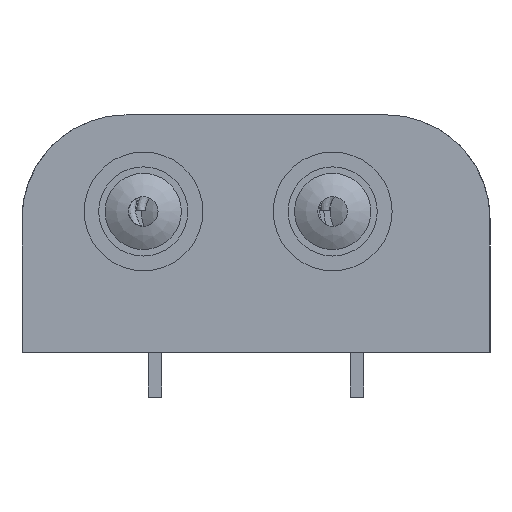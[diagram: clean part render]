
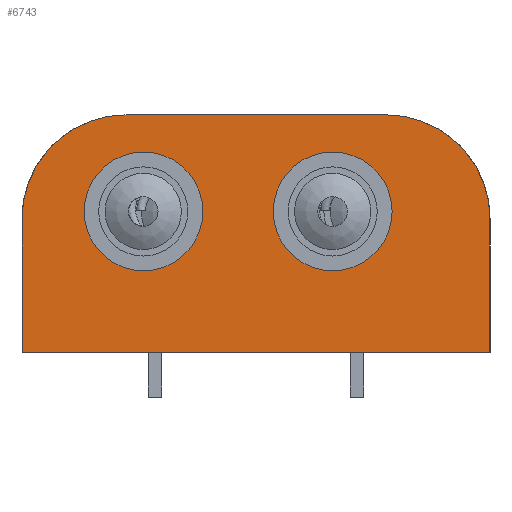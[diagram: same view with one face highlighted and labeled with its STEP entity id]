
A CAD part, front view. The second image highlights one B-rep face of the part: STEP entity #6743.
In plain terms, the highlighted planar face has unit normal (0, -1, 0).
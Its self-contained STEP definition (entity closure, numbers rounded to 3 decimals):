
#406=LINE('',#9660,#1000);
#445=LINE('',#10364,#1039);
#930=LINE('',#21985,#1524);
#931=LINE('',#21986,#1525);
#1000=VECTOR('',#7510,1.);
#1039=VECTOR('',#7683,1.);
#1524=VECTOR('',#8838,1.);
#1525=VECTOR('',#8839,1.);
#1742=PLANE('',#7251);
#1876=FACE_BOUND('',#2702,.T.);
#1877=FACE_BOUND('',#2703,.T.);
#2260=FACE_OUTER_BOUND('',#2701,.T.);
#2701=EDGE_LOOP('',(#6264,#6265,#6266,#6267,#6268,#6269));
#2702=EDGE_LOOP('',(#6270));
#2703=EDGE_LOOP('',(#6271));
#2736=CIRCLE('',#6806,7.);
#2772=CIRCLE('',#6899,7.);
#2849=CIRCLE('',#7242,4.);
#2851=CIRCLE('',#7252,4.);
#2901=VERTEX_POINT('',#9189);
#2902=VERTEX_POINT('',#9191);
#2937=VERTEX_POINT('',#9658);
#2979=VERTEX_POINT('',#10145);
#2980=VERTEX_POINT('',#10147);
#2991=VERTEX_POINT('',#10363);
#3470=VERTEX_POINT('',#21970);
#3472=VERTEX_POINT('',#21987);
#3538=EDGE_CURVE('',#2902,#2901,#2736,.T.);
#3595=EDGE_CURVE('',#2901,#2937,#406,.T.);
#3659=EDGE_CURVE('',#2979,#2980,#2772,.T.);
#3678=EDGE_CURVE('',#2980,#2991,#445,.T.);
#4409=EDGE_CURVE('',#3470,#3470,#2849,.T.);
#4414=EDGE_CURVE('',#2979,#2902,#930,.T.);
#4415=EDGE_CURVE('',#2991,#2937,#931,.T.);
#4416=EDGE_CURVE('',#3472,#3472,#2851,.T.);
#6264=ORIENTED_EDGE('',*,*,#4414,.T.);
#6265=ORIENTED_EDGE('',*,*,#3538,.T.);
#6266=ORIENTED_EDGE('',*,*,#3595,.T.);
#6267=ORIENTED_EDGE('',*,*,#4415,.F.);
#6268=ORIENTED_EDGE('',*,*,#3678,.F.);
#6269=ORIENTED_EDGE('',*,*,#3659,.F.);
#6270=ORIENTED_EDGE('',*,*,#4409,.F.);
#6271=ORIENTED_EDGE('',*,*,#4416,.F.);
#6743=ADVANCED_FACE('',(#2260,#1876,#1877),#1742,.F.);
#6806=AXIS2_PLACEMENT_3D('',#9192,#7393,#7394);
#6899=AXIS2_PLACEMENT_3D('',#10148,#7640,#7641);
#7242=AXIS2_PLACEMENT_3D('',#21971,#8815,#8816);
#7251=AXIS2_PLACEMENT_3D('',#21984,#8836,#8837);
#7252=AXIS2_PLACEMENT_3D('',#21988,#8840,#8841);
#7393=DIRECTION('center_axis',(0.,-1.,0.));
#7394=DIRECTION('ref_axis',(0.707,0.,-0.707));
#7510=DIRECTION('',(0.,0.,-1.));
#7640=DIRECTION('center_axis',(0.,1.,0.));
#7641=DIRECTION('ref_axis',(-0.707,0.,-0.707));
#7683=DIRECTION('',(0.,0.,-1.));
#8815=DIRECTION('center_axis',(0.,-1.,0.));
#8816=DIRECTION('ref_axis',(1.,0.,0.));
#8836=DIRECTION('center_axis',(0.,1.,0.));
#8837=DIRECTION('ref_axis',(0.,0.,1.));
#8838=DIRECTION('',(-1.,0.,0.));
#8839=DIRECTION('',(-1.,0.,0.));
#8840=DIRECTION('center_axis',(0.,-1.,0.));
#8841=DIRECTION('ref_axis',(1.,0.,0.));
#9189=CARTESIAN_POINT('',(-32.5,8.44,1.45));
#9191=CARTESIAN_POINT('',(-25.5,8.44,8.45));
#9192=CARTESIAN_POINT('Origin',(-25.5,8.44,1.45));
#9658=CARTESIAN_POINT('',(-32.5,8.44,-7.55));
#9660=CARTESIAN_POINT('',(-32.5,8.44,-6.55));
#10145=CARTESIAN_POINT('',(-8.,8.44,8.45));
#10147=CARTESIAN_POINT('',(-1.,8.44,1.45));
#10148=CARTESIAN_POINT('Origin',(-8.,8.44,1.45));
#10363=CARTESIAN_POINT('',(-1.,8.44,-7.55));
#10364=CARTESIAN_POINT('',(-1.,8.44,-6.55));
#21970=CARTESIAN_POINT('',(-7.59,8.44,1.95));
#21971=CARTESIAN_POINT('Origin',(-11.59,8.44,1.95));
#21984=CARTESIAN_POINT('Origin',(-31.25,8.44,-6.55));
#21985=CARTESIAN_POINT('',(-24.,8.44,8.45));
#21986=CARTESIAN_POINT('',(-16.75,8.44,-7.55));
#21987=CARTESIAN_POINT('',(-28.32,8.44,1.95));
#21988=CARTESIAN_POINT('Origin',(-24.32,8.44,1.95));
